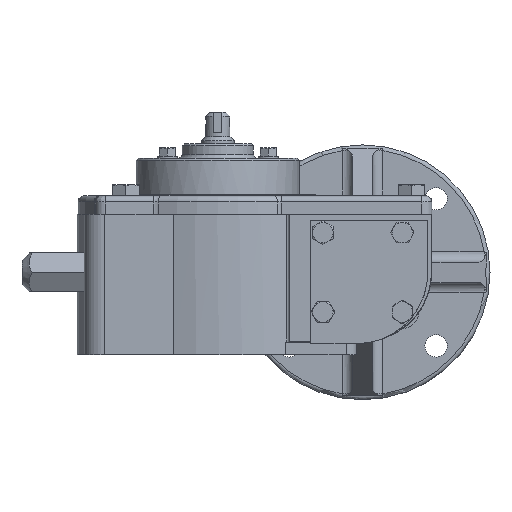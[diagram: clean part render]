
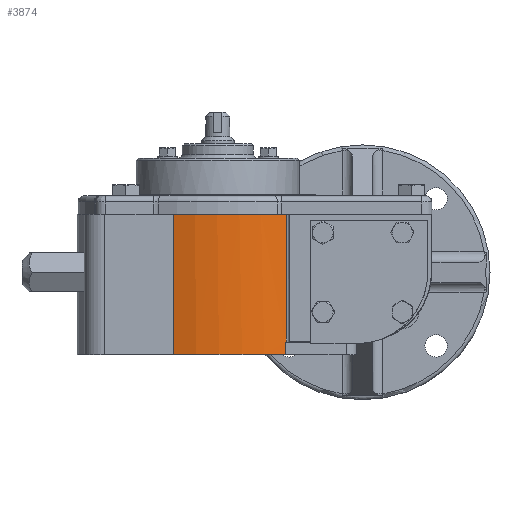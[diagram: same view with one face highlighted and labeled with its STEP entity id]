
A CAD part, left-side view. The second image highlights one B-rep face of the part: STEP entity #3874.
In plain terms, the highlighted cylindrical face has radius 69 mm (diameter 138 mm), a partial arc.
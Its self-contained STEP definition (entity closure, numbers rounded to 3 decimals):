
#3874 = ADVANCED_FACE( '', ( #8183 ), #8184, .T. );
#8183 = FACE_OUTER_BOUND( '', #16460, .T. );
#8184 = CYLINDRICAL_SURFACE( '', #16461, 69. );
#16460 = EDGE_LOOP( '', ( #28579, #28580, #28581, #28582, #28583, #28584, #28585, #28586 ) );
#16461 = AXIS2_PLACEMENT_3D( '', #28587, #28588, #28589 );
#28579 = ORIENTED_EDGE( '', *, *, #33753, .F. );
#28580 = ORIENTED_EDGE( '', *, *, #34295, .F. );
#28581 = ORIENTED_EDGE( '', *, *, #34680, .T. );
#28582 = ORIENTED_EDGE( '', *, *, #31142, .T. );
#28583 = ORIENTED_EDGE( '', *, *, #32157, .F. );
#28584 = ORIENTED_EDGE( '', *, *, #34210, .T. );
#28585 = ORIENTED_EDGE( '', *, *, #34822, .T. );
#28586 = ORIENTED_EDGE( '', *, *, #32910, .T. );
#28587 = CARTESIAN_POINT( '', ( 0., 0., 9. ) );
#28588 = DIRECTION( '', ( 0., 0., 1. ) );
#28589 = DIRECTION( '', ( -1., 0., 0. ) );
#31142 = EDGE_CURVE( '', #36566, #36570, #36572, .T. );
#32157 = EDGE_CURVE( '', #38256, #36570, #38258, .T. );
#32910 = EDGE_CURVE( '', #39400, #39401, #39402, .T. );
#33753 = EDGE_CURVE( '', #40539, #39401, #40542, .T. );
#34210 = EDGE_CURVE( '', #38256, #41101, #41103, .T. );
#34295 = EDGE_CURVE( '', #41208, #40539, #41209, .T. );
#34680 = EDGE_CURVE( '', #41208, #36566, #41648, .T. );
#34822 = EDGE_CURVE( '', #41101, #39400, #41796, .F. );
#36566 = VERTEX_POINT( '', #45414 );
#36570 = VERTEX_POINT( '', #45421 );
#36572 = CIRCLE( '', #45426, 69. );
#38256 = VERTEX_POINT( '', #49103 );
#38258 = LINE( '', #49106, #49107 );
#39400 = VERTEX_POINT( '', #51707 );
#39401 = VERTEX_POINT( '', #51708 );
#39402 = CIRCLE( '', #51709, 69. );
#40539 = VERTEX_POINT( '', #54160 );
#40542 = LINE( '', #54163, #54164 );
#41101 = VERTEX_POINT( '', #55477 );
#41103 = CIRCLE( '', #55479, 69. );
#41208 = VERTEX_POINT( '', #55618 );
#41209 = CIRCLE( '', #55619, 69. );
#41648 = LINE( '', #56525, #56526 );
#41796 = LINE( '', #56735, #56736 );
#45414 = CARTESIAN_POINT( '', ( -65.5, 21.697, 3. ) );
#45421 = CARTESIAN_POINT( '', ( -60.5, -33.178, 3. ) );
#45426 = AXIS2_PLACEMENT_3D( '', #58043, #58044, #58045 );
#49103 = CARTESIAN_POINT( '', ( -60.5, -33.178, 9. ) );
#49106 = CARTESIAN_POINT( '', ( -60.5, -33.178, 9. ) );
#49107 = VECTOR( '', #59170, 1000. );
#51707 = CARTESIAN_POINT( '', ( -60.314, -33.514, 71.669 ) );
#51708 = CARTESIAN_POINT( '', ( -61.5, -31.285, 71.669 ) );
#51709 = AXIS2_PLACEMENT_3D( '', #60006, #60007, #60008 );
#54160 = CARTESIAN_POINT( '', ( -61.5, -31.285, 71.679 ) );
#54163 = CARTESIAN_POINT( '', ( -61.5, -31.285, 71.674 ) );
#54164 = VECTOR( '', #60894, 1000. );
#55477 = CARTESIAN_POINT( '', ( -60.314, -33.514, 9. ) );
#55479 = AXIS2_PLACEMENT_3D( '', #61336, #61337, #61338 );
#55618 = CARTESIAN_POINT( '', ( -65.5, 21.697, 71.679 ) );
#55619 = AXIS2_PLACEMENT_3D( '', #61415, #61416, #61417 );
#56525 = CARTESIAN_POINT( '', ( -65.5, 21.697, 9. ) );
#56526 = VECTOR( '', #61726, 1000. );
#56735 = CARTESIAN_POINT( '', ( -60.314, -33.514, 9. ) );
#56736 = VECTOR( '', #61818, 1000. );
#58043 = CARTESIAN_POINT( '', ( 0., 0., 3. ) );
#58044 = DIRECTION( '', ( 0., 0., 1. ) );
#58045 = DIRECTION( '', ( 1., 0., 0. ) );
#59170 = DIRECTION( '', ( 0., 0., -1. ) );
#60006 = CARTESIAN_POINT( '', ( 0., 0., 71.669 ) );
#60007 = DIRECTION( '', ( 0., 0., -1. ) );
#60008 = DIRECTION( '', ( -1., 0., 0. ) );
#60894 = DIRECTION( '', ( 0., 0., -1. ) );
#61336 = CARTESIAN_POINT( '', ( 0., 0., 9. ) );
#61337 = DIRECTION( '', ( 0., 0., 1. ) );
#61338 = DIRECTION( '', ( 1., 0., 0. ) );
#61415 = CARTESIAN_POINT( '', ( 0., 0., 71.679 ) );
#61416 = DIRECTION( '', ( 0., 0., 1. ) );
#61417 = DIRECTION( '', ( 1., 0., 0. ) );
#61726 = DIRECTION( '', ( 0., 0., -1. ) );
#61818 = DIRECTION( '', ( 0., 0., -1. ) );
